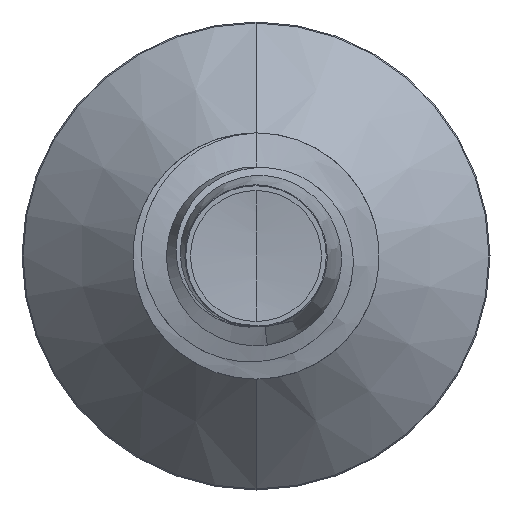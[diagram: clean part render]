
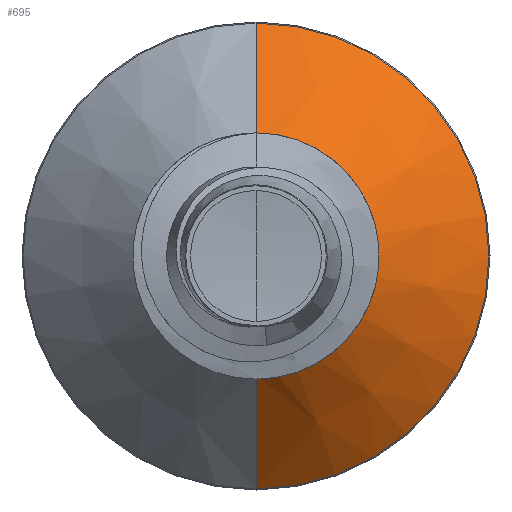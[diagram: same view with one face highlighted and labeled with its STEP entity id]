
A CAD part, front view. The second image highlights one B-rep face of the part: STEP entity #695.
In plain terms, the highlighted conical face has half-angle 45 degrees and reference radius 0.97 mm.
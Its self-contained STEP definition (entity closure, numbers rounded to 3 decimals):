
#61 = ORIENTED_EDGE ( 'NONE', *, *, #15300, .F. ) ;
#695 = ADVANCED_FACE ( 'NONE', ( #4569 ), #4121, .T. ) ;
#1337 = CARTESIAN_POINT ( 'NONE',  ( 0., 5.72, -0.97 ) ) ;
#1365 = ORIENTED_EDGE ( 'NONE', *, *, #16863, .F. ) ;
#1865 = VERTEX_POINT ( 'NONE', #12930 ) ;
#2010 = EDGE_CURVE ( 'NONE', #12157, #12418, #5833, .T. ) ;
#2034 = DIRECTION ( 'NONE',  ( 0., 0.707, 0.707 ) ) ;
#2173 = CARTESIAN_POINT ( 'NONE',  ( 0., 5.72, 0.97 ) ) ;
#2386 = CARTESIAN_POINT ( 'NONE',  ( 0., 5.72, 0.97 ) ) ;
#2882 = EDGE_LOOP ( 'NONE', ( #14290, #12668, #1365, #61 ) ) ;
#3280 = DIRECTION ( 'NONE',  ( 0., 0.707, -0.707 ) ) ;
#3603 = CARTESIAN_POINT ( 'NONE',  ( 0., 5.72, -0.97 ) ) ;
#3914 = AXIS2_PLACEMENT_3D ( 'NONE', #14612, #14600, #14586 ) ;
#4121 = CONICAL_SURFACE ( 'NONE', #8128, 0.97, 0.785 ) ;
#4213 = DIRECTION ( 'NONE',  ( 0., 0., 1. ) ) ;
#4569 = FACE_OUTER_BOUND ( 'NONE', #2882, .T. ) ;
#5766 = CARTESIAN_POINT ( 'NONE',  ( 0., 6.641, -1.891 ) ) ;
#5833 = CIRCLE ( 'NONE', #8015, 0.97 ) ;
#7965 = DIRECTION ( 'NONE',  ( 0., 1., 0. ) ) ;
#8015 = AXIS2_PLACEMENT_3D ( 'NONE', #12307, #12304, #12287 ) ;
#8063 = VECTOR ( 'NONE', #2034, 1000. ) ;
#8128 = AXIS2_PLACEMENT_3D ( 'NONE', #8585, #7965, #4213 ) ;
#8498 = LINE ( 'NONE', #2173, #8063 ) ;
#8585 = CARTESIAN_POINT ( 'NONE',  ( 0., 5.72, 0. ) ) ;
#9221 = CIRCLE ( 'NONE', #3914, 1.891 ) ;
#9222 = EDGE_CURVE ( 'NONE', #12418, #12666, #16780, .T. ) ;
#12157 = VERTEX_POINT ( 'NONE', #2386 ) ;
#12287 = DIRECTION ( 'NONE',  ( 0., 0., 1. ) ) ;
#12304 = DIRECTION ( 'NONE',  ( 0., 1., 0. ) ) ;
#12307 = CARTESIAN_POINT ( 'NONE',  ( 0., 5.72, 0. ) ) ;
#12418 = VERTEX_POINT ( 'NONE', #1337 ) ;
#12666 = VERTEX_POINT ( 'NONE', #5766 ) ;
#12668 = ORIENTED_EDGE ( 'NONE', *, *, #9222, .T. ) ;
#12930 = CARTESIAN_POINT ( 'NONE',  ( 0., 6.641, 1.891 ) ) ;
#13522 = VECTOR ( 'NONE', #3280, 1000. ) ;
#14290 = ORIENTED_EDGE ( 'NONE', *, *, #2010, .T. ) ;
#14586 = DIRECTION ( 'NONE',  ( 0., 0., 1. ) ) ;
#14600 = DIRECTION ( 'NONE',  ( 0., 1., 0. ) ) ;
#14612 = CARTESIAN_POINT ( 'NONE',  ( 0., 6.641, 0. ) ) ;
#15300 = EDGE_CURVE ( 'NONE', #12157, #1865, #8498, .T. ) ;
#16780 = LINE ( 'NONE', #3603, #13522 ) ;
#16863 = EDGE_CURVE ( 'NONE', #1865, #12666, #9221, .T. ) ;
